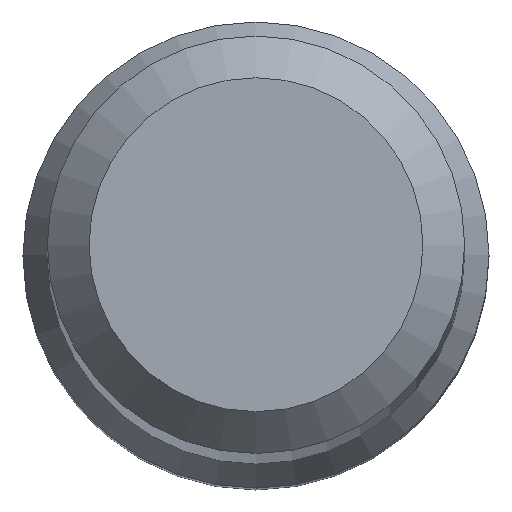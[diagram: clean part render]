
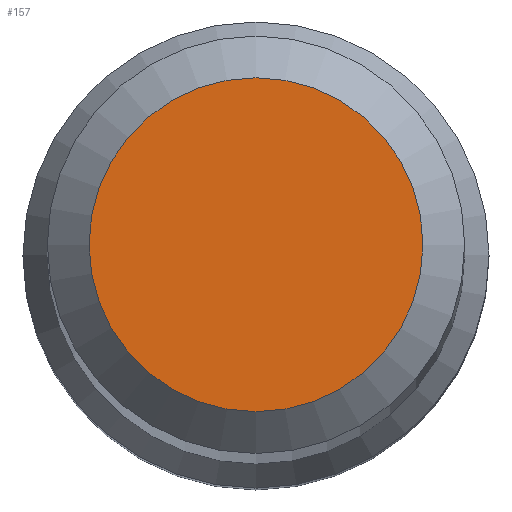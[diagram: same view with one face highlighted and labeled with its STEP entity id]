
A CAD part, top view. The second image highlights one B-rep face of the part: STEP entity #157.
In plain terms, the highlighted planar face has unit normal (0, 0, 1).
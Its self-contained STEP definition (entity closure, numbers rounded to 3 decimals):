
#13 = DIRECTION ( 'NONE',  ( 0., 1., 0. ) ) ;
#14 = CARTESIAN_POINT ( 'NONE',  ( 0., 0., 101. ) ) ;
#23 = CARTESIAN_POINT ( 'NONE',  ( 0., 2.4, 101. ) ) ;
#24 = AXIS2_PLACEMENT_3D ( 'NONE', #57, #37, #148 ) ;
#36 = FACE_OUTER_BOUND ( 'NONE', #83, .T. ) ;
#37 = DIRECTION ( 'NONE',  ( 0., 0., -1. ) ) ;
#38 = CIRCLE ( 'NONE', #113, 2.4 ) ;
#57 = CARTESIAN_POINT ( 'NONE',  ( 0., 0., 101. ) ) ;
#83 = EDGE_LOOP ( 'NONE', ( #121 ) ) ;
#90 = DIRECTION ( 'NONE',  ( 0., 0., -1. ) ) ;
#113 = AXIS2_PLACEMENT_3D ( 'NONE', #14, #90, #13 ) ;
#121 = ORIENTED_EDGE ( 'NONE', *, *, #196, .F. ) ;
#148 = DIRECTION ( 'NONE',  ( 0., 1., 0. ) ) ;
#157 = ADVANCED_FACE ( 'NONE', ( #36 ), #202, .F. ) ;
#172 = VERTEX_POINT ( 'NONE', #23 ) ;
#196 = EDGE_CURVE ( 'NONE', #172, #172, #38, .T. ) ;
#202 = PLANE ( 'NONE',  #24 ) ;
